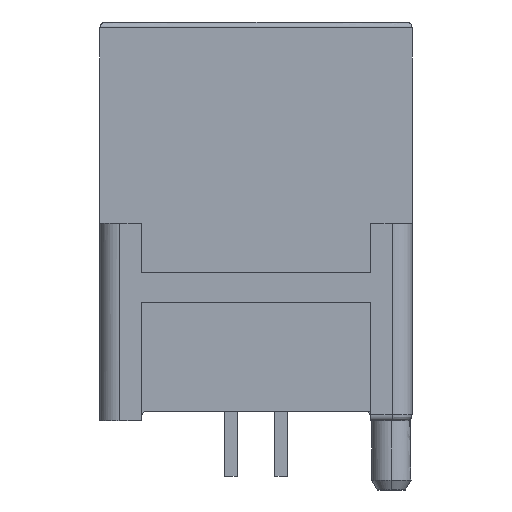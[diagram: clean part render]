
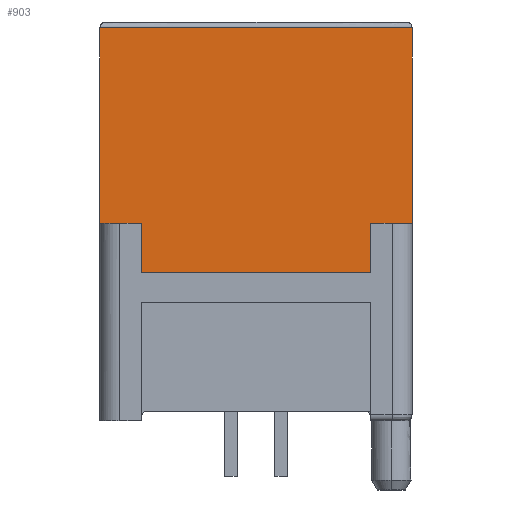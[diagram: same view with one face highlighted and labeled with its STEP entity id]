
A CAD part, left-side view. The second image highlights one B-rep face of the part: STEP entity #903.
In plain terms, the highlighted planar face has unit normal (-1, 0, 0).
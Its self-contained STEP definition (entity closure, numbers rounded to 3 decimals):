
#903=ADVANCED_FACE('',(#1595),#12316,.T.);
#1595=FACE_OUTER_BOUND('',#2288,.T.);
#2288=EDGE_LOOP('',(#3454,#3455,#3456,#3457,#3458,#3459,#3460,#3461));
#3454=ORIENTED_EDGE('',*,*,#6902,.F.);
#3455=ORIENTED_EDGE('',*,*,#6904,.F.);
#3456=ORIENTED_EDGE('',*,*,#6878,.T.);
#3457=ORIENTED_EDGE('',*,*,#6873,.T.);
#3458=ORIENTED_EDGE('',*,*,#6893,.T.);
#3459=ORIENTED_EDGE('',*,*,#6903,.F.);
#3460=ORIENTED_EDGE('',*,*,#6901,.F.);
#3461=ORIENTED_EDGE('',*,*,#6896,.T.);
#6873=EDGE_CURVE('',#10934,#10935,#9003,.T.);
#6878=EDGE_CURVE('',#10938,#10934,#9008,.T.);
#6893=EDGE_CURVE('',#10935,#10949,#9023,.T.);
#6896=EDGE_CURVE('',#10953,#10952,#9026,.T.);
#6901=EDGE_CURVE('',#10953,#10957,#9031,.T.);
#6902=EDGE_CURVE('',#10958,#10952,#9032,.T.);
#6903=EDGE_CURVE('',#10957,#10949,#9033,.T.);
#6904=EDGE_CURVE('',#10938,#10958,#9034,.T.);
#9003=B_SPLINE_CURVE_WITH_KNOTS('',1,(#17087,#17088),.UNSPECIFIED.,.F.,
 .F.,(2,2),(0.,11.6),.UNSPECIFIED.);
#9008=B_SPLINE_CURVE_WITH_KNOTS('',1,(#17097,#17098),.UNSPECIFIED.,.F.,
 .F.,(2,2),(0.,2.5),.UNSPECIFIED.);
#9023=B_SPLINE_CURVE_WITH_KNOTS('',1,(#17127,#17128),.UNSPECIFIED.,.F.,
 .F.,(2,2),(0.,2.5),.UNSPECIFIED.);
#9026=B_SPLINE_CURVE_WITH_KNOTS('',1,(#17141,#17142),.UNSPECIFIED.,.F.,
 .F.,(2,2),(-15.8,0.),.UNSPECIFIED.);
#9031=B_SPLINE_CURVE_WITH_KNOTS('',1,(#17159,#17160),.UNSPECIFIED.,.F.,
 .F.,(2,2),(0.,9.9),.UNSPECIFIED.);
#9032=B_SPLINE_CURVE_WITH_KNOTS('',1,(#17161,#17162),.UNSPECIFIED.,.F.,
 .F.,(2,2),(-9.9,0.),.UNSPECIFIED.);
#9033=B_SPLINE_CURVE_WITH_KNOTS('',1,(#17163,#17164),.UNSPECIFIED.,.F.,
 .F.,(2,2),(-2.1,0.),.UNSPECIFIED.);
#9034=B_SPLINE_CURVE_WITH_KNOTS('',1,(#17165,#17166),.UNSPECIFIED.,.F.,
 .F.,(2,2),(-2.1,0.),.UNSPECIFIED.);
#10934=VERTEX_POINT('',#15739);
#10935=VERTEX_POINT('',#15740);
#10938=VERTEX_POINT('',#15743);
#10949=VERTEX_POINT('',#15754);
#10952=VERTEX_POINT('',#15757);
#10953=VERTEX_POINT('',#15758);
#10957=VERTEX_POINT('',#15762);
#10958=VERTEX_POINT('',#15763);
#12316=PLANE('',#12982);
#12982=AXIS2_PLACEMENT_3D('',#14604,#13631,$);
#13631=DIRECTION('',(-1.,0.,0.));
#14604=CARTESIAN_POINT('',(-24.,-9.481,-13.941));
#15739=CARTESIAN_POINT('',(-24.,5.8,-12.7));
#15740=CARTESIAN_POINT('',(-24.,-5.8,-12.7));
#15743=CARTESIAN_POINT('',(-24.,5.8,-10.2));
#15754=CARTESIAN_POINT('',(-24.,-5.8,-10.2));
#15757=CARTESIAN_POINT('',(-24.,7.9,-0.3));
#15758=CARTESIAN_POINT('',(-24.,-7.9,-0.3));
#15762=CARTESIAN_POINT('',(-24.,-7.9,-10.2));
#15763=CARTESIAN_POINT('',(-24.,7.9,-10.2));
#17087=CARTESIAN_POINT('',(-24.,5.8,-12.7));
#17088=CARTESIAN_POINT('',(-24.,-5.8,-12.7));
#17097=CARTESIAN_POINT('',(-24.,5.8,-10.2));
#17098=CARTESIAN_POINT('',(-24.,5.8,-12.7));
#17127=CARTESIAN_POINT('',(-24.,-5.8,-12.7));
#17128=CARTESIAN_POINT('',(-24.,-5.8,-10.2));
#17141=CARTESIAN_POINT('',(-24.,-7.9,-0.3));
#17142=CARTESIAN_POINT('',(-24.,7.9,-0.3));
#17159=CARTESIAN_POINT('',(-24.,-7.9,-0.3));
#17160=CARTESIAN_POINT('',(-24.,-7.9,-10.2));
#17161=CARTESIAN_POINT('',(-24.,7.9,-10.2));
#17162=CARTESIAN_POINT('',(-24.,7.9,-0.3));
#17163=CARTESIAN_POINT('',(-24.,-7.9,-10.2));
#17164=CARTESIAN_POINT('',(-24.,-5.8,-10.2));
#17165=CARTESIAN_POINT('',(-24.,5.8,-10.2));
#17166=CARTESIAN_POINT('',(-24.,7.9,-10.2));
